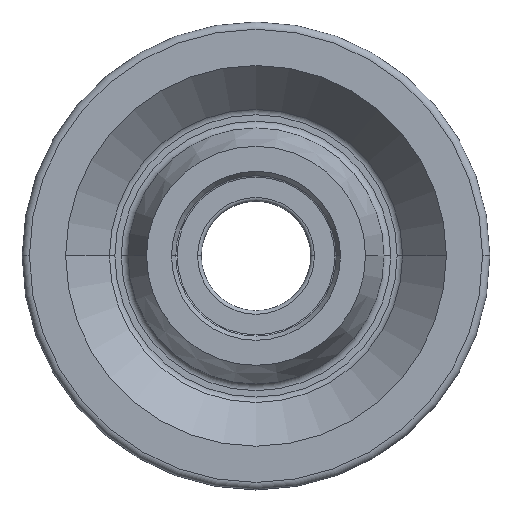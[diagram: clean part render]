
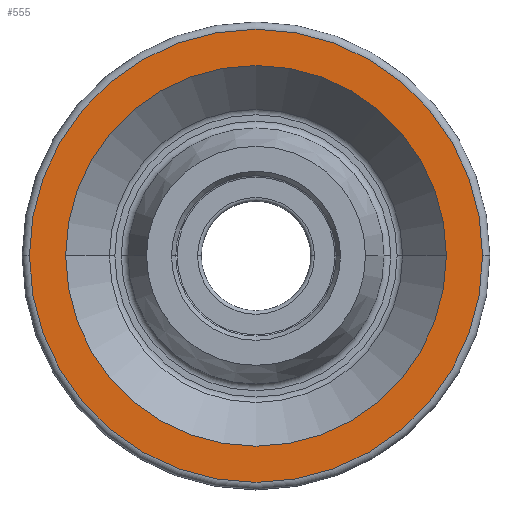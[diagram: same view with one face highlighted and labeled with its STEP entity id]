
A CAD part, top view. The second image highlights one B-rep face of the part: STEP entity #555.
In plain terms, the highlighted planar face has unit normal (0, 0, 1).
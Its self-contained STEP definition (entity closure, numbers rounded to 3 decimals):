
#51 = DIRECTION ( 'NONE',  ( 1., 0., 0. ) ) ;
#83 = FACE_OUTER_BOUND ( 'NONE', #1494, .T. ) ;
#93 = FACE_BOUND ( 'NONE', #1392, .T. ) ;
#105 = EDGE_CURVE ( 'NONE', #352, #1113, #592, .T. ) ;
#111 = AXIS2_PLACEMENT_3D ( 'NONE', #1062, #583, #449 ) ;
#225 = ORIENTED_EDGE ( 'NONE', *, *, #105, .F. ) ;
#232 = CIRCLE ( 'NONE', #1295, 31.04 ) ;
#259 = AXIS2_PLACEMENT_3D ( 'NONE', #277, #1259, #51 ) ;
#277 = CARTESIAN_POINT ( 'NONE',  ( 0., 0., 11.7 ) ) ;
#289 = ORIENTED_EDGE ( 'NONE', *, *, #1405, .F. ) ;
#344 = PLANE ( 'NONE',  #111 ) ;
#352 = VERTEX_POINT ( 'NONE', #387 ) ;
#387 = CARTESIAN_POINT ( 'NONE',  ( 26.081, 0., 11.7 ) ) ;
#449 = DIRECTION ( 'NONE',  ( -1., 0., 0. ) ) ;
#451 = DIRECTION ( 'NONE',  ( 1., 0., 0. ) ) ;
#519 = VERTEX_POINT ( 'NONE', #1142 ) ;
#555 = ADVANCED_FACE ( 'NONE', ( #93, #83 ), #344, .F. ) ;
#583 = DIRECTION ( 'NONE',  ( 0., 0., -1. ) ) ;
#592 = CIRCLE ( 'NONE', #1375, 26.081 ) ;
#599 = DIRECTION ( 'NONE',  ( 1., 0., 0. ) ) ;
#705 = CARTESIAN_POINT ( 'NONE',  ( 0., 0., 11.7 ) ) ;
#774 = CARTESIAN_POINT ( 'NONE',  ( 31.04, 0., 11.7 ) ) ;
#949 = DIRECTION ( 'NONE',  ( 0., 0., 1. ) ) ;
#1062 = CARTESIAN_POINT ( 'NONE',  ( 0., 26.081, 11.7 ) ) ;
#1079 = CARTESIAN_POINT ( 'NONE',  ( -26.081, 0., 11.7 ) ) ;
#1080 = EDGE_CURVE ( 'NONE', #1187, #519, #232, .T. ) ;
#1092 = CARTESIAN_POINT ( 'NONE',  ( 0., 0., 11.7 ) ) ;
#1113 = VERTEX_POINT ( 'NONE', #1079 ) ;
#1142 = CARTESIAN_POINT ( 'NONE',  ( -31.04, 0., 11.7 ) ) ;
#1143 = EDGE_CURVE ( 'NONE', #519, #1187, #1548, .T. ) ;
#1179 = DIRECTION ( 'NONE',  ( 0., 0., 1. ) ) ;
#1187 = VERTEX_POINT ( 'NONE', #774 ) ;
#1200 = AXIS2_PLACEMENT_3D ( 'NONE', #1092, #1179, #599 ) ;
#1245 = ORIENTED_EDGE ( 'NONE', *, *, #1080, .T. ) ;
#1259 = DIRECTION ( 'NONE',  ( 0., 0., 1. ) ) ;
#1295 = AXIS2_PLACEMENT_3D ( 'NONE', #705, #949, #1429 ) ;
#1297 = CIRCLE ( 'NONE', #1200, 26.081 ) ;
#1307 = DIRECTION ( 'NONE',  ( 0., 0., 1. ) ) ;
#1375 = AXIS2_PLACEMENT_3D ( 'NONE', #1432, #1307, #451 ) ;
#1392 = EDGE_LOOP ( 'NONE', ( #225, #289 ) ) ;
#1405 = EDGE_CURVE ( 'NONE', #1113, #352, #1297, .T. ) ;
#1408 = ORIENTED_EDGE ( 'NONE', *, *, #1143, .T. ) ;
#1429 = DIRECTION ( 'NONE',  ( 1., 0., 0. ) ) ;
#1432 = CARTESIAN_POINT ( 'NONE',  ( 0., 0., 11.7 ) ) ;
#1494 = EDGE_LOOP ( 'NONE', ( #1245, #1408 ) ) ;
#1548 = CIRCLE ( 'NONE', #259, 31.04 ) ;
